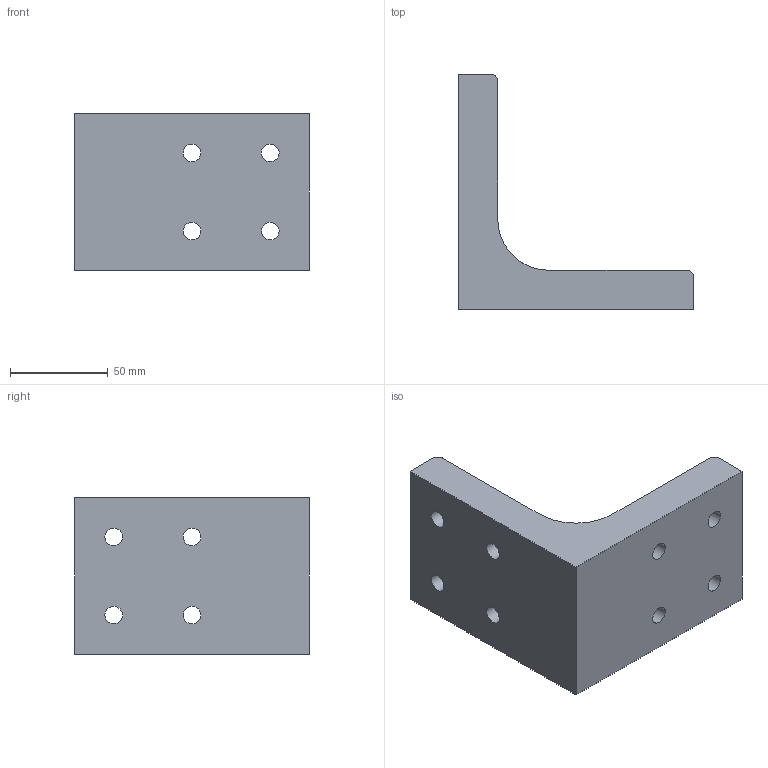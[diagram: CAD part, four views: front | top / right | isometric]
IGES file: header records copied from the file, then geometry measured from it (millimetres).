
Global section: file name: SZ0997N_A; native system: Autodesk Inventor 2015; preprocessor: unknown; author: Küster,; organization: 11; date: 20151119.150216; units: millimetre
Bounding box: 120 x 120 x 80 mm (x, y, z)
Volume: 344844.4 mm3; surface area: 51215.3 mm2
Topology: 1 solids, 1 shells, 35 faces, 91 edges, 66 vertices
Faces by surface type: bspline 35
